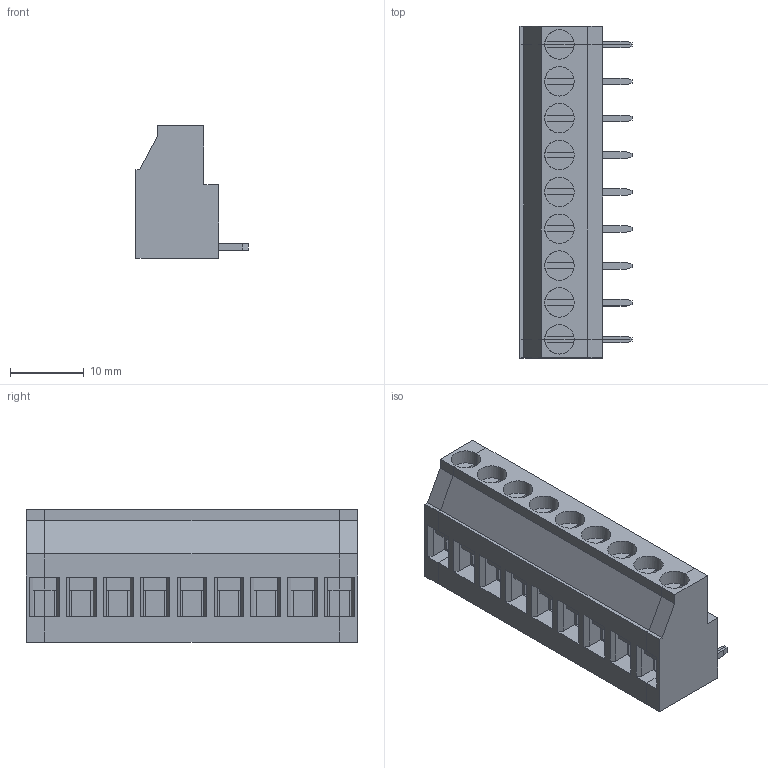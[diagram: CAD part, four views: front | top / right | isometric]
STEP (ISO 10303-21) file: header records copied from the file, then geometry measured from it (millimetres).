
FILE_DESCRIPTION( ( 'Unknown' ), '1' );
FILE_NAME( '691244700009.stp', 'Unknown', ( 'Unknown' ), ( 'Unknown' ), 'PSStep 18.0.17', 'Unknown', ' ' );
FILE_SCHEMA( ( 'AUTOMOTIVE_DESIGN { 1 0 10303 214 1 1 1 1 }' ) );
Length unit declared in the file: millimetre
Products named in the file (4): Assem1; MRT15P5SQ_DX; MRT15P5SQ_SX; 691244700009
Assembly tree (3 placements, depth 2):
  Assem1
    MRT15P5SQ_DX
    MRT15P5SQ_SX
    691244700009
Bounding box: 15.2 x 45 x 18 mm (x, y, z)
Volume: 6709.6 mm3; surface area: 4887.9 mm2
Topology: 3 solids, 3 shells, 313 faces, 858 edges, 572 vertices
Faces by surface type: plane 302, cylinder 11
Full cylindrical faces by diameter (mm): 4 x7
Entity records: 12239 total; most frequent: CARTESIAN_POINT 1726, ORIENTED_EDGE 1688, DIRECTION 1529, EDGE_CURVE 844, LINE 793, VECTOR 793, VERTEX_POINT 565, AXIS2_PLACEMENT_3D 368
